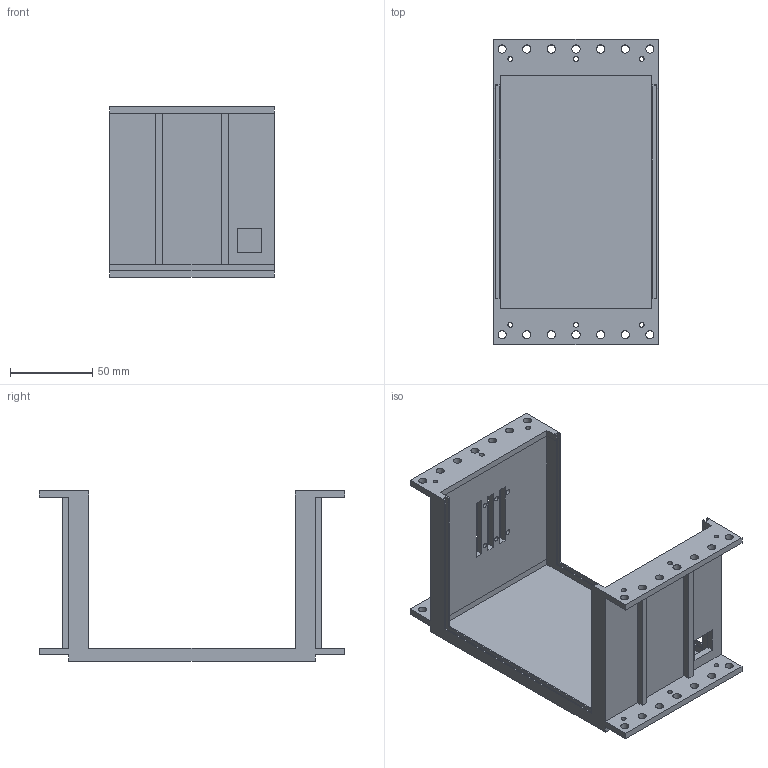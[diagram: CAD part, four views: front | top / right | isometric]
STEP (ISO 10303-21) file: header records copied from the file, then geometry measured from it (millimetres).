
FILE_DESCRIPTION(('FreeCAD Model'),'2;1');
FILE_NAME('Open CASCADE Shape Model','2025-08-28T21:36:26',(''),(''), 'Open CASCADE STEP processor 7.8','FreeCAD','Unknown');
FILE_SCHEMA(('AUTOMOTIVE_DESIGN { 1 0 10303 214 1 1 1 1 }'));
Length unit declared in the file: millimetre
Products named in the file (2): Part; Body
Assembly tree (1 placements, depth 2):
  Part
    Body
Bounding box: 100 x 186 x 104 mm (x, y, z)
Volume: 182105.1 mm3; surface area: 103360.1 mm2
Topology: 1 solids, 1 shells, 160 faces, 458 edges, 300 vertices
Faces by surface type: plane 114, cylinder 46
Full cylindrical faces by diameter (mm): 3 x18, 5 x28
Entity records: 5426 total; most frequent: CARTESIAN_POINT 920, ORIENTED_EDGE 916, DIRECTION 874, EDGE_CURVE 458, LINE 366, VECTOR 366, VERTEX_POINT 300, FACE_BOUND 260
